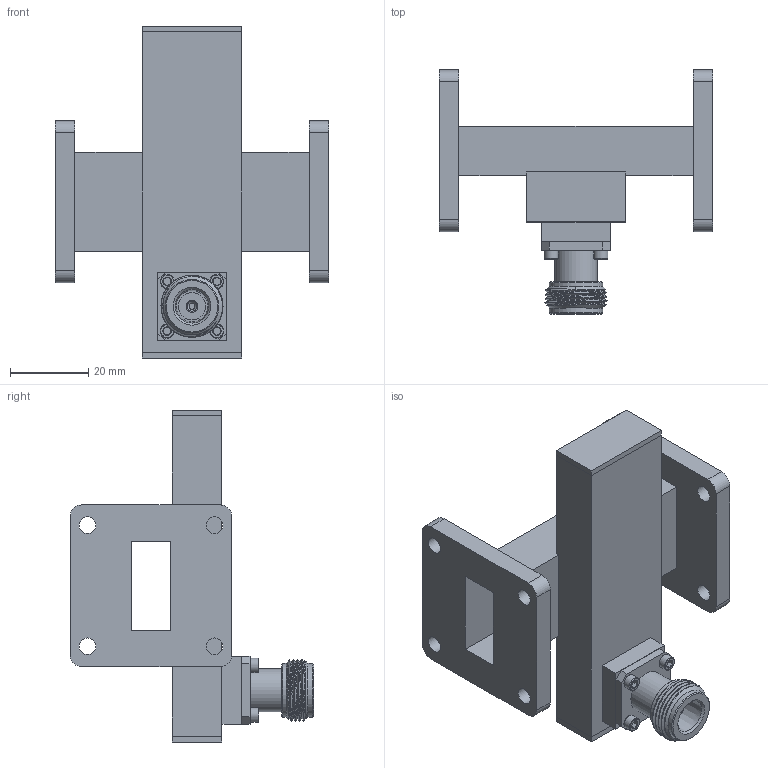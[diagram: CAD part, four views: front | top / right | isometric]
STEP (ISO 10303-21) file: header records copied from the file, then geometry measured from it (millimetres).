
FILE_DESCRIPTION (( 'STEP AP203' ), '1' );
FILE_NAME ('FMWCP1084N-30_3D.step', '2022-07-28T21:05:59', ( '' ), ( '' ), 'SwSTEP 2.0', 'SolidWorks 2021', '' );
FILE_SCHEMA (( 'CONFIG_CONTROL_DESIGN' ));
Length unit declared in the file: inch
Products named in the file (1): FMWCP1084N-30_3D
Bounding box: 70 x 62.4 x 85 mm (x, y, z)
Volume: 50299.4 mm3; surface area: 24488.9 mm2
Topology: 1 solids, 1 shells, 182 faces, 417 edges, 256 vertices
Faces by surface type: plane 101, cone 43, cylinder 35, bspline 3
Full cylindrical faces by diameter (mm): 1.524 x1, 3.048 x1, 3.658 x4, 4.293 x8, 6.985 x1, 10.973 x1, 13.716 x2
Entity records: 6780 total; most frequent: CARTESIAN_POINT 2814, DIRECTION 774, ORIENTED_EDGE 764, EDGE_CURVE 382, AXIS2_PLACEMENT_3D 286, VERTEX_POINT 252, EDGE_LOOP 250, VECTOR 202
